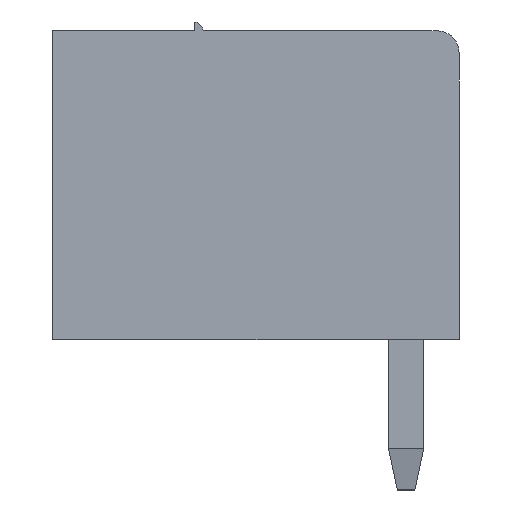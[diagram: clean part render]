
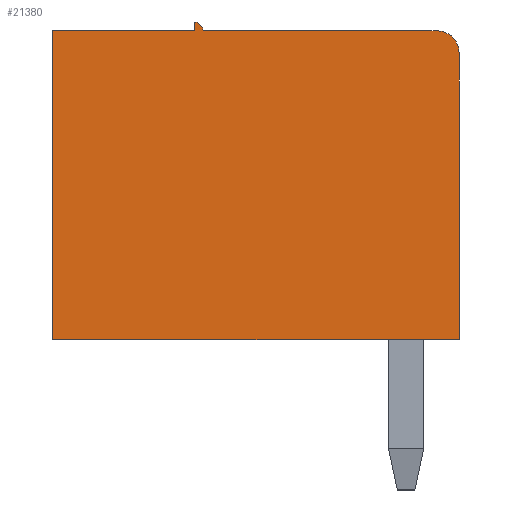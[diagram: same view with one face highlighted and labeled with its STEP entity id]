
A CAD part, left-side view. The second image highlights one B-rep face of the part: STEP entity #21380.
In plain terms, the highlighted planar face has unit normal (-1, 0, 0).
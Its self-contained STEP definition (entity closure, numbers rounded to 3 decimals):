
#35 = EDGE_CURVE ( 'NONE', #13516, #21310, #29873, .T. ) ;
#96 = ORIENTED_EDGE ( 'NONE', *, *, #22861, .T. ) ;
#240 = LINE ( 'NONE', #12625, #9274 ) ;
#935 = CARTESIAN_POINT ( 'NONE',  ( 0., 6., 7.2 ) ) ;
#1025 = LINE ( 'NONE', #6412, #3887 ) ;
#1032 = CARTESIAN_POINT ( 'NONE',  ( 0., 6., 7. ) ) ;
#1787 = DIRECTION ( 'NONE',  ( 0., 0., -1. ) ) ;
#2929 = ORIENTED_EDGE ( 'NONE', *, *, #28198, .T. ) ;
#3163 = AXIS2_PLACEMENT_3D ( 'NONE', #19466, #24897, #17190 ) ;
#3264 = ORIENTED_EDGE ( 'NONE', *, *, #16444, .F. ) ;
#3887 = VECTOR ( 'NONE', #8535, 1000. ) ;
#4421 = DIRECTION ( 'NONE',  ( 0., -1., 0. ) ) ;
#4994 = VECTOR ( 'NONE', #4421, 1000. ) ;
#6019 = ORIENTED_EDGE ( 'NONE', *, *, #19904, .T. ) ;
#6412 = CARTESIAN_POINT ( 'NONE',  ( 0., 0., 7. ) ) ;
#6643 = VECTOR ( 'NONE', #1787, 1000. ) ;
#6756 = CARTESIAN_POINT ( 'NONE',  ( 0., 9.2, 0. ) ) ;
#7098 = VERTEX_POINT ( 'NONE', #27497 ) ;
#7144 = CARTESIAN_POINT ( 'NONE',  ( 0., 9.2, 7. ) ) ;
#7145 = DIRECTION ( 'NONE',  ( -1., 0., 0. ) ) ;
#7553 = AXIS2_PLACEMENT_3D ( 'NONE', #23536, #30855, #24170 ) ;
#8531 = LINE ( 'NONE', #6756, #15421 ) ;
#8535 = DIRECTION ( 'NONE',  ( 0., 0., 1. ) ) ;
#9274 = VECTOR ( 'NONE', #15349, 1000. ) ;
#10631 = CARTESIAN_POINT ( 'NONE',  ( 0., 0., 6.5 ) ) ;
#10875 = EDGE_LOOP ( 'NONE', ( #2929, #96, #24923, #29356, #6019, #3264, #17164, #29629 ) ) ;
#12375 = VERTEX_POINT ( 'NONE', #21945 ) ;
#12625 = CARTESIAN_POINT ( 'NONE',  ( 0., 9.2, 7. ) ) ;
#13084 = EDGE_CURVE ( 'NONE', #13516, #29423, #26957, .T. ) ;
#13516 = VERTEX_POINT ( 'NONE', #21612 ) ;
#13992 = CARTESIAN_POINT ( 'NONE',  ( 0., 0.5, 7. ) ) ;
#14510 = CARTESIAN_POINT ( 'NONE',  ( 0., 6., 7. ) ) ;
#15349 = DIRECTION ( 'NONE',  ( 0., 0., 1. ) ) ;
#15421 = VECTOR ( 'NONE', #31013, 1000. ) ;
#16444 = EDGE_CURVE ( 'NONE', #18774, #21875, #26462, .T. ) ;
#16749 = AXIS2_PLACEMENT_3D ( 'NONE', #1032, #7145, #18606 ) ;
#16879 = PLANE ( 'NONE',  #3163 ) ;
#17164 = ORIENTED_EDGE ( 'NONE', *, *, #26994, .F. ) ;
#17190 = DIRECTION ( 'NONE',  ( 0., 0., -1. ) ) ;
#17732 = CARTESIAN_POINT ( 'NONE',  ( 0., 9.2, 7. ) ) ;
#18606 = DIRECTION ( 'NONE',  ( 0., 0., 1. ) ) ;
#18743 = LINE ( 'NONE', #14510, #6643 ) ;
#18774 = VERTEX_POINT ( 'NONE', #28186 ) ;
#19466 = CARTESIAN_POINT ( 'NONE',  ( 0., 9.2, 7. ) ) ;
#19873 = EDGE_CURVE ( 'NONE', #7098, #12375, #8531, .T. ) ;
#19904 = EDGE_CURVE ( 'NONE', #29423, #21875, #18743, .T. ) ;
#21310 = VERTEX_POINT ( 'NONE', #13992 ) ;
#21380 = ADVANCED_FACE ( 'NONE', ( #22040 ), #16879, .F. ) ;
#21612 = CARTESIAN_POINT ( 'NONE',  ( 0., 5.8, 7. ) ) ;
#21875 = VERTEX_POINT ( 'NONE', #23575 ) ;
#21945 = CARTESIAN_POINT ( 'NONE',  ( 0., 0., 0. ) ) ;
#22040 = FACE_OUTER_BOUND ( 'NONE', #10875, .T. ) ;
#22861 = EDGE_CURVE ( 'NONE', #24650, #21310, #31681, .T. ) ;
#23536 = CARTESIAN_POINT ( 'NONE',  ( 0., 0.5, 6.5 ) ) ;
#23575 = CARTESIAN_POINT ( 'NONE',  ( 0., 6., 7. ) ) ;
#24170 = DIRECTION ( 'NONE',  ( 0., 0., -1. ) ) ;
#24650 = VERTEX_POINT ( 'NONE', #10631 ) ;
#24810 = DIRECTION ( 'NONE',  ( 0., -1., 0. ) ) ;
#24897 = DIRECTION ( 'NONE',  ( 1., 0., 0. ) ) ;
#24923 = ORIENTED_EDGE ( 'NONE', *, *, #35, .F. ) ;
#26462 = LINE ( 'NONE', #7144, #4994 ) ;
#26957 = CIRCLE ( 'NONE', #16749, 0.2 ) ;
#26994 = EDGE_CURVE ( 'NONE', #7098, #18774, #240, .T. ) ;
#27497 = CARTESIAN_POINT ( 'NONE',  ( 0., 9.2, 0. ) ) ;
#28186 = CARTESIAN_POINT ( 'NONE',  ( 0., 9.2, 7. ) ) ;
#28198 = EDGE_CURVE ( 'NONE', #12375, #24650, #1025, .T. ) ;
#29356 = ORIENTED_EDGE ( 'NONE', *, *, #13084, .T. ) ;
#29423 = VERTEX_POINT ( 'NONE', #935 ) ;
#29629 = ORIENTED_EDGE ( 'NONE', *, *, #19873, .T. ) ;
#29677 = VECTOR ( 'NONE', #24810, 1000. ) ;
#29873 = LINE ( 'NONE', #17732, #29677 ) ;
#30855 = DIRECTION ( 'NONE',  ( -1., 0., 0. ) ) ;
#31013 = DIRECTION ( 'NONE',  ( 0., -1., 0. ) ) ;
#31681 = CIRCLE ( 'NONE', #7553, 0.5 ) ;
